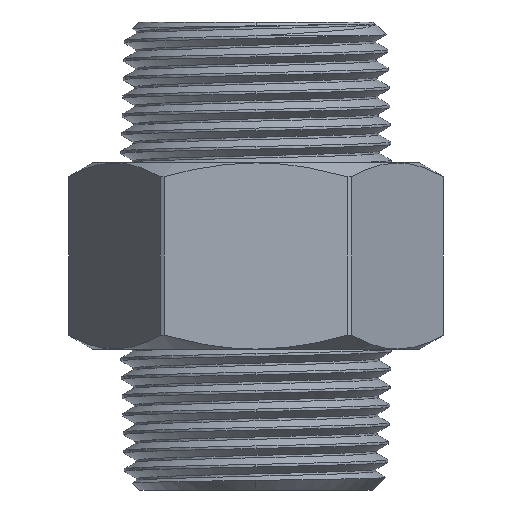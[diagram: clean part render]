
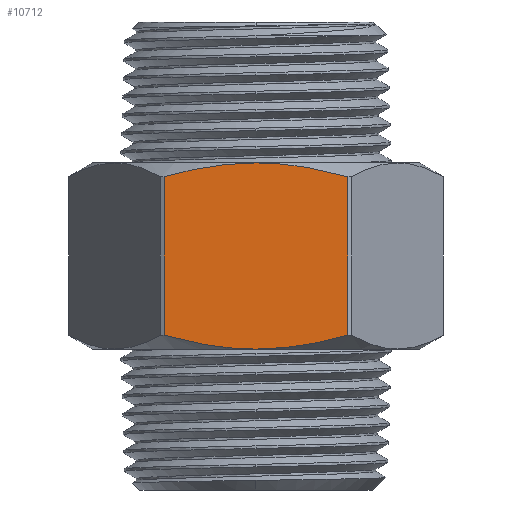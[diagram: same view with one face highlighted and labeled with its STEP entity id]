
A CAD part, left-side view. The second image highlights one B-rep face of the part: STEP entity #10712.
In plain terms, the highlighted planar face has unit normal (-1, 0, 0).
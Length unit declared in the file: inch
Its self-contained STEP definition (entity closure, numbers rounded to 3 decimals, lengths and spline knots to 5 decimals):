
#42 = CARTESIAN_POINT ( 'NONE',  ( -0.63281, -0.23818, 0.33692 ) ) ;
#717 = EDGE_CURVE ( 'NONE', #3232, #12552, #11762, .T. ) ;
#777 = B_SPLINE_CURVE_WITH_KNOTS ( 'NONE', 3,
 ( #12733, #7811, #8797, #2959, #9795, #10705, #3913, #10785 ),
 .UNSPECIFIED., .F., .F.,
 ( 4, 2, 2, 4 ),
 ( 0.02593, 0.02821, 0.0305, 0.03506 ),
 .UNSPECIFIED. ) ;
#1304 = ORIENTED_EDGE ( 'NONE', *, *, #1834, .T. ) ;
#1479 = CARTESIAN_POINT ( 'NONE',  ( -0.63281, 0.35525, -0.30692 ) ) ;
#1624 = EDGE_CURVE ( 'NONE', #9612, #10805, #5763, .T. ) ;
#1834 = EDGE_CURVE ( 'NONE', #3788, #3232, #1987, .T. ) ;
#1987 = B_SPLINE_CURVE_WITH_KNOTS ( 'NONE', 3,
 ( #11820, #6867, #2947, #7842, #9786, #12722 ),
 .UNSPECIFIED., .F., .F.,
 ( 4, 2, 4 ),
 ( 0.01618, 0.02073, 0.02528 ),
 .UNSPECIFIED. ) ;
#2195 = ORIENTED_EDGE ( 'NONE', *, *, #2924, .T. ) ;
#2377 = ORIENTED_EDGE ( 'NONE', *, *, #7780, .T. ) ;
#2758 = CARTESIAN_POINT ( 'NONE',  ( -0.63281, -0.35525, 0.30692 ) ) ;
#2858 = VERTEX_POINT ( 'NONE', #5973 ) ;
#2909 = CARTESIAN_POINT ( 'NONE',  ( -0.63281, -0.05999, 0.36055 ) ) ;
#2924 = EDGE_CURVE ( 'NONE', #12552, #2858, #5642, .T. ) ;
#2947 = CARTESIAN_POINT ( 'NONE',  ( -0.63281, -0.1196, -0.35554 ) ) ;
#2959 = CARTESIAN_POINT ( 'NONE',  ( -0.63281, 0.12049, 0.35439 ) ) ;
#3232 = VERTEX_POINT ( 'NONE', #12256 ) ;
#3404 = CARTESIAN_POINT ( 'NONE',  ( -0.63281, 0., -0.36055 ) ) ;
#3788 = VERTEX_POINT ( 'NONE', #5114 ) ;
#3861 = CARTESIAN_POINT ( 'NONE',  ( -0.63281, -0.29739, 0.32327 ) ) ;
#3913 = CARTESIAN_POINT ( 'NONE',  ( -0.63281, 0.29777, 0.32316 ) ) ;
#4703 = ORIENTED_EDGE ( 'NONE', *, *, #1624, .T. ) ;
#5114 = CARTESIAN_POINT ( 'NONE',  ( -0.63281, 0., -0.36055 ) ) ;
#5169 = CARTESIAN_POINT ( 'NONE',  ( -0.63281, -0.35525, 0.90625 ) ) ;
#5316 = EDGE_CURVE ( 'NONE', #10805, #3788, #9671, .T. ) ;
#5426 = CARTESIAN_POINT ( 'NONE',  ( -0.63281, 0.06011, -0.35931 ) ) ;
#5582 = ORIENTED_EDGE ( 'NONE', *, *, #5316, .T. ) ;
#5642 = B_SPLINE_CURVE_WITH_KNOTS ( 'NONE', 3,
 ( #10739, #3861, #42, #8712, #2909, #6910 ),
 .UNSPECIFIED., .F., .F.,
 ( 4, 2, 4 ),
 ( 0.01681, 0.02137, 0.02593 ),
 .UNSPECIFIED. ) ;
#5763 = LINE ( 'NONE', #6622, #6533 ) ;
#5973 = CARTESIAN_POINT ( 'NONE',  ( -0.63281, 0., 0.36055 ) ) ;
#6072 = VECTOR ( 'NONE', #11098, 39.37008 ) ;
#6290 = CARTESIAN_POINT ( 'NONE',  ( -0.63281, 0.15052, -0.35072 ) ) ;
#6294 = PLANE ( 'NONE',  #10479 ) ;
#6533 = VECTOR ( 'NONE', #8666, 39.37008 ) ;
#6549 = EDGE_LOOP ( 'NONE', ( #11919, #2195, #2377, #4703, #5582, #1304 ) ) ;
#6622 = CARTESIAN_POINT ( 'NONE',  ( -0.63281, 0.35525, 0.90625 ) ) ;
#6867 = CARTESIAN_POINT ( 'NONE',  ( -0.63281, -0.05999, -0.36055 ) ) ;
#6910 = CARTESIAN_POINT ( 'NONE',  ( -0.63281, 0., 0.36055 ) ) ;
#7544 = CARTESIAN_POINT ( 'NONE',  ( -0.63281, 0.35525, 0.30692 ) ) ;
#7780 = EDGE_CURVE ( 'NONE', #2858, #9612, #777, .T. ) ;
#7811 = CARTESIAN_POINT ( 'NONE',  ( -0.63281, 0.03001, 0.36055 ) ) ;
#7842 = CARTESIAN_POINT ( 'NONE',  ( -0.63281, -0.23818, -0.33692 ) ) ;
#8666 = DIRECTION ( 'NONE',  ( 0., 0., -1. ) ) ;
#8712 = CARTESIAN_POINT ( 'NONE',  ( -0.63281, -0.1196, 0.35554 ) ) ;
#8797 = CARTESIAN_POINT ( 'NONE',  ( -0.63281, 0.06011, 0.35931 ) ) ;
#9290 = CARTESIAN_POINT ( 'NONE',  ( -0.63281, 0.23954, -0.33664 ) ) ;
#9612 = VERTEX_POINT ( 'NONE', #7544 ) ;
#9671 = B_SPLINE_CURVE_WITH_KNOTS ( 'NONE', 3,
 ( #1479, #10279, #9290, #6290, #12221, #5426, #10190, #3404 ),
 .UNSPECIFIED., .F., .F.,
 ( 4, 2, 2, 4 ),
 ( 0.00708, 0.01163, 0.01391, 0.01618 ),
 .UNSPECIFIED. ) ;
#9786 = CARTESIAN_POINT ( 'NONE',  ( -0.63281, -0.29739, -0.32327 ) ) ;
#9795 = CARTESIAN_POINT ( 'NONE',  ( -0.63281, 0.15052, 0.35072 ) ) ;
#10190 = CARTESIAN_POINT ( 'NONE',  ( -0.63281, 0.03001, -0.36055 ) ) ;
#10279 = CARTESIAN_POINT ( 'NONE',  ( -0.63281, 0.29777, -0.32316 ) ) ;
#10479 = AXIS2_PLACEMENT_3D ( 'NONE', #12473, #12437, #10576 ) ;
#10486 = CARTESIAN_POINT ( 'NONE',  ( -0.63281, 0.35525, -0.30692 ) ) ;
#10576 = DIRECTION ( 'NONE',  ( 0., -1., 0. ) ) ;
#10705 = CARTESIAN_POINT ( 'NONE',  ( -0.63281, 0.23954, 0.33664 ) ) ;
#10712 = ADVANCED_FACE ( 'NONE', ( #11438 ), #6294, .T. ) ;
#10739 = CARTESIAN_POINT ( 'NONE',  ( -0.63281, -0.35525, 0.30692 ) ) ;
#10785 = CARTESIAN_POINT ( 'NONE',  ( -0.63281, 0.35525, 0.30692 ) ) ;
#10805 = VERTEX_POINT ( 'NONE', #10486 ) ;
#11098 = DIRECTION ( 'NONE',  ( 0., 0., 1. ) ) ;
#11438 = FACE_OUTER_BOUND ( 'NONE', #6549, .T. ) ;
#11762 = LINE ( 'NONE', #5169, #6072 ) ;
#11820 = CARTESIAN_POINT ( 'NONE',  ( -0.63281, 0., -0.36055 ) ) ;
#11919 = ORIENTED_EDGE ( 'NONE', *, *, #717, .T. ) ;
#12221 = CARTESIAN_POINT ( 'NONE',  ( -0.63281, 0.12049, -0.35439 ) ) ;
#12256 = CARTESIAN_POINT ( 'NONE',  ( -0.63281, -0.35525, -0.30692 ) ) ;
#12437 = DIRECTION ( 'NONE',  ( -1., 0., 0. ) ) ;
#12473 = CARTESIAN_POINT ( 'NONE',  ( -0.63281, 0.36535, -2.29382 ) ) ;
#12552 = VERTEX_POINT ( 'NONE', #2758 ) ;
#12722 = CARTESIAN_POINT ( 'NONE',  ( -0.63281, -0.35525, -0.30692 ) ) ;
#12733 = CARTESIAN_POINT ( 'NONE',  ( -0.63281, 0., 0.36055 ) ) ;
